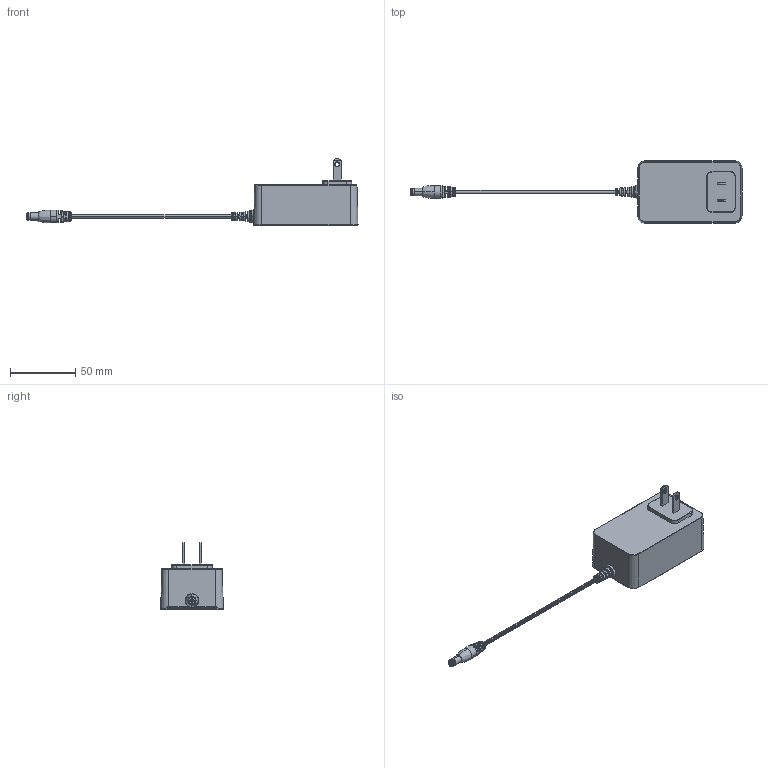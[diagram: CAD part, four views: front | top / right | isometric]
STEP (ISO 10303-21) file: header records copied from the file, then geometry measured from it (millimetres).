
FILE_DESCRIPTION (( 'STEP AP203' ), '1' );
FILE_NAME ('16-00224_revA.STEP', '2020-09-10T18:03:38', ( '' ), ( '' ), 'SwSTEP 2.0', 'SolidWorks 2015', '' );
FILE_SCHEMA (( 'CONFIG_CONTROL_DESIGN' ));
Length unit declared in the file: millimetre
Products named in the file (14): 16-00224_revA; Nema 1-15 plug; 30-00338_no hs; 50-00133; 24-00003; 26-00008; 50-00133 contact; UL_1-15 pin; 50-00133 insulator; 26-00008_top; 10-03775; 24-00348; 50-00133 shell; 26-00008_bottom
Assembly tree (14 placements, depth 4):
  16-00224_revA
    26-00008
      26-00008_bottom
      26-00008_top
    Nema 1-15 plug
      UL_1-15 pin  x2
    10-03775
      30-00338_no hs
      24-00003
      24-00348
      50-00133
        50-00133 contact
        50-00133 insulator
        50-00133 shell
Bounding box: 254.41 x 47.98 x 51.1 mm (x, y, z)
Volume: 29723.6 mm3; surface area: 44399.3 mm2
Topology: 149 solids, 149 shells, 1373 faces, 2929 edges, 1910 vertices
Faces by surface type: plane 729, cylinder 417, bspline 137, torus 46, cone 44
Entity records: 44858 total; most frequent: CARTESIAN_POINT 14578, DIRECTION 5968, ORIENTED_EDGE 5730, EDGE_CURVE 2865, AXIS2_PLACEMENT_3D 2267, VERTEX_POINT 1870, EDGE_LOOP 1439, VECTOR 1434
